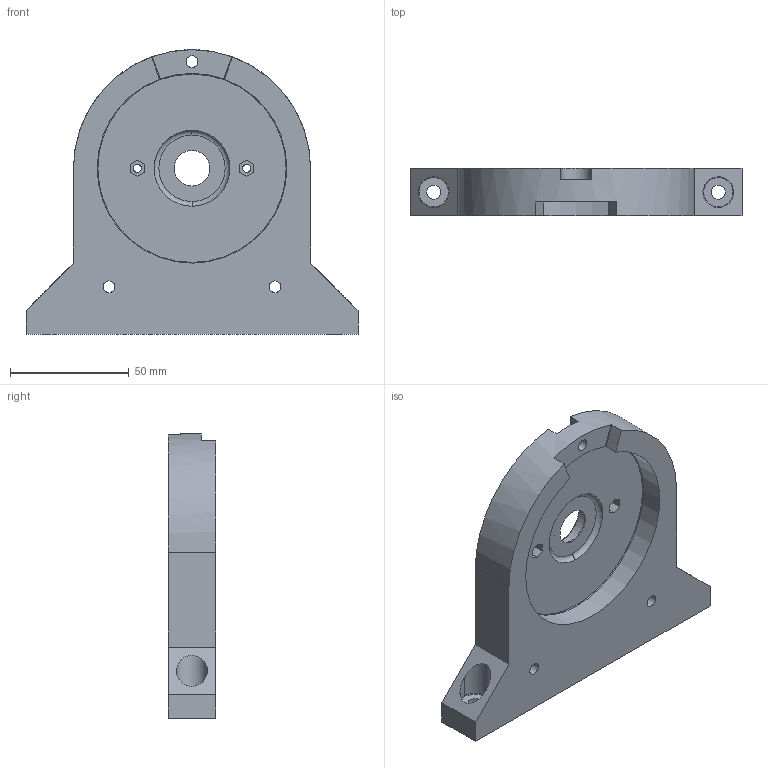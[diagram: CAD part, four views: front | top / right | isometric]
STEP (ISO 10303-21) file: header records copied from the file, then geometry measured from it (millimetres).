
FILE_DESCRIPTION((''),'2;1');
FILE_NAME('OBMP-BTU-1520','2023-10-11T19:08:41',('ccha425'),('Department of Mechanical Engineering, The University of Auckland'),'CREO PARAMETRIC BY PTC INC, 2017260','CREO PARAMETRIC BY PTC INC, 2017260','');
FILE_SCHEMA(('CONFIG_CONTROL_DESIGN'));
Length unit declared in the file: millimetre
Products named in the file (1): OBMP-BTU-1520
Bounding box: 140 x 20 x 120 mm (x, y, z)
Volume: 171074.6 mm3; surface area: 37320.2 mm2
Topology: 1 solids, 1 shells, 91 faces, 223 edges, 142 vertices
Faces by surface type: plane 36, cylinder 34, torus 15, cone 6
Entity records: 2828 total; most frequent: CARTESIAN_POINT 536, DIRECTION 496, ORIENTED_EDGE 446, EDGE_CURVE 223, AXIS2_PLACEMENT_3D 192, VERTEX_POINT 142, EDGE_LOOP 115, VECTOR 112
